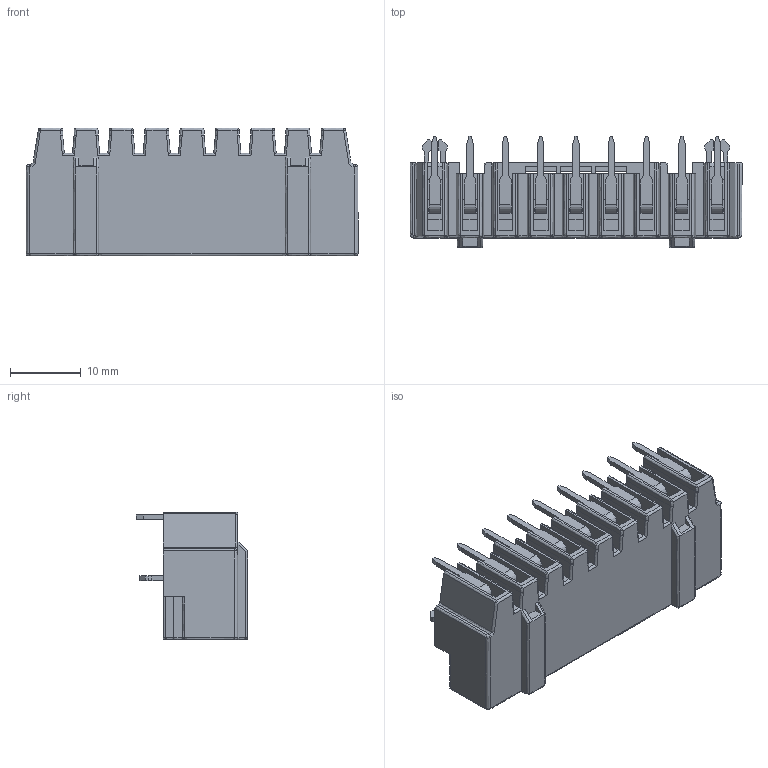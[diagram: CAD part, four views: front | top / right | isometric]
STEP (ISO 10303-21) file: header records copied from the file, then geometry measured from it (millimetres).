
FILE_DESCRIPTION( ('This file contains a STEP AP42 implementation' ,'as created by ZW3D STEP Interface translator.') ,'2;1' );
FILE_NAME( 'WJ9RC-5.0-09P.stp' ,'25 422. 84017', (''), ('ZWCAD Software Co.'), 'Version 1.0', 'ZW3D to STEP translator', '' );
FILE_SCHEMA(('AUTOMOTIVE_DESIGN'));
Length unit declared in the file: millimetre
Products named in the file (2): 0; WJ9RC-5.0-09P蚾饜
Bounding box: 47 x 15.8 x 18.1 mm (x, y, z)
Volume: 3058.7 mm3; surface area: 6854.1 mm2
Topology: 1 solids, 55 shells, 1393 faces, 3525 edges, 2247 vertices
Faces by surface type: bspline 1393
Entity records: 42236 total; most frequent: CARTESIAN_POINT 19156, ORIENTED_EDGE 7048, EDGE_CURVE 3524, B_SPLINE_CURVE_WITH_KNOTS 3282, VERTEX_POINT 2247, EDGE_LOOP 1437, FACE_OUTER_BOUND 1393, ADVANCED_FACE 1393
